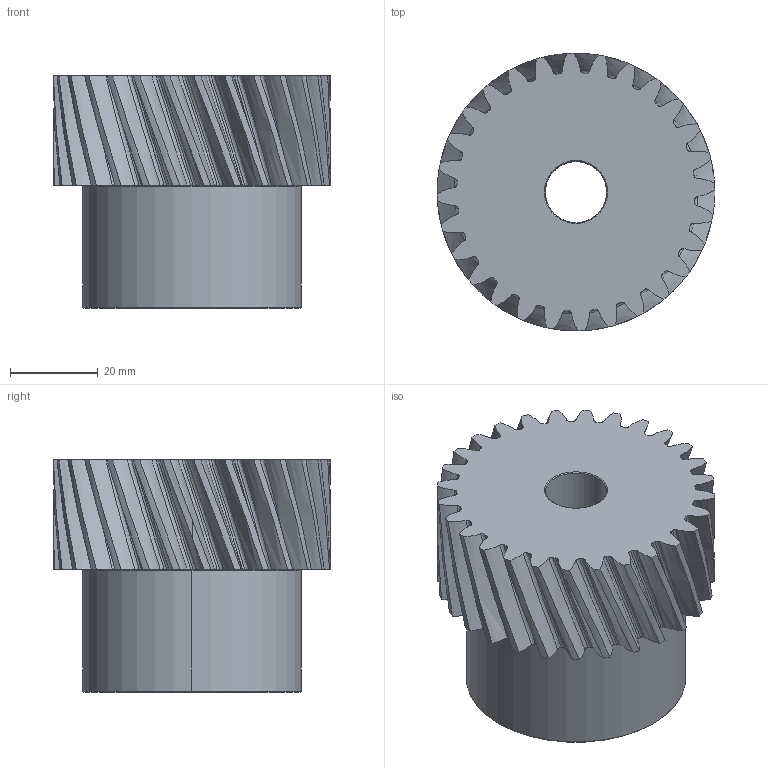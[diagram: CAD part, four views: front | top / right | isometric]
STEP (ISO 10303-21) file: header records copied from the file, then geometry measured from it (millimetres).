
FILE_DESCRIPTION(('STEP AP214'),'1');
FILE_NAME('127-020-028.stp','2017-08-10T04:42:02',('TraceParts'),('TraceParts S.A.'),'Spatial InterOp 3D',' ',' ');
FILE_SCHEMA(('automotive_design'));
Length unit declared in the file: millimetre
Products named in the file (1): 127-020-028
Bounding box: 63.42 x 63.41 x 53 mm (x, y, z)
Volume: 115431.4 mm3; surface area: 21063.5 mm2
Topology: 1 solids, 1 shells, 185 faces, 538 edges, 356 vertices
Faces by surface type: bspline 140, cylinder 34, cone 6, plane 3, torus 2
Entity records: 16991 total; most frequent: CARTESIAN_POINT 11820, ORIENTED_EDGE 1076, EDGE_CURVE 538, DIRECTION 420, VERTEX_POINT 356, B_SPLINE_CURVE_WITH_KNOTS 224, AXIS2_PLACEMENT_3D 204, EDGE_LOOP 188
